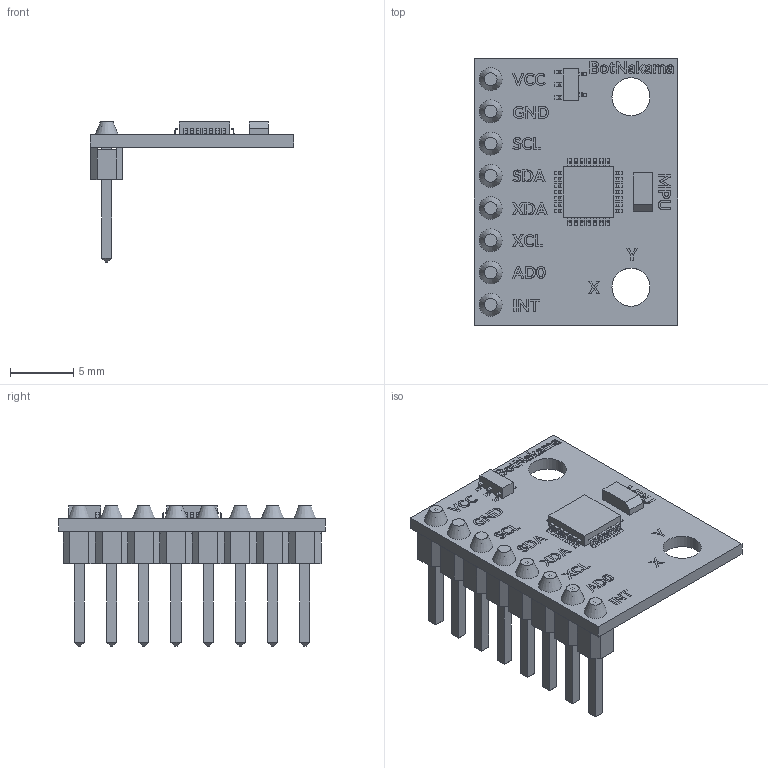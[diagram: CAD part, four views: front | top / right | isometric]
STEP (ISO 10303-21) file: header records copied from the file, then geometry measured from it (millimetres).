
FILE_DESCRIPTION(/* description */ ('FreeCAD Model'),/* implementation_level */ '2;1');
FILE_NAME(/* name */ 'MPU.stp',/* time_stamp */ '2023-09-28T22:25:04-05:00',/* author */ ('Eduardo Tafur Sueldo'),/* organization */ (''),/* preprocessor_version */ 'ST-DEVELOPER v18.1',/* originating_system */ 'Autodesk Inventor 2022',/* authorisation */ 'Unknown');
FILE_SCHEMA (('AUTOMOTIVE_DESIGN { 1 0 10303 214 3 1 1 }'));
Length unit declared in the file: millimetre
Products named in the file (27): MPU; Y; Pad; Array003; Array004; Array005; Pad005; Array; Clone_of_Array; Clone_of_Clone_of_Array; Clone_of_Clone_of_Array001; Chamfer001; VCC; GND; SCL; SDA; XDA; XCL; AD0; INT; BotNakama; MPU_1; Cubo001; Sweep001; Sweep002; Array006; X
Assembly tree (26 placements, depth 2):
  MPU
    Y
    Pad
    Array003
    Array004
    Array005
    Pad005
    Array
    Clone_of_Array
    Clone_of_Clone_of_Array
    Clone_of_Clone_of_Array001
    Chamfer001
    VCC
    GND
    SCL
    SDA
    XDA
    XCL
    AD0
    INT
    BotNakama
    MPU_1
    Cubo001
    Sweep001
    Sweep002
    Array006
    X
Bounding box: 16 x 21 x 11.05 mm (x, y, z)
Volume: 507.1 mm3; surface area: 1532.9 mm2
Topology: 61 solids, 99 shells, 1079 faces, 3124 edges, 2205 vertices
Faces by surface type: plane 929, cylinder 142, cone 8
Full cylindrical faces by diameter (mm): 1 x8, 3 x2
Entity records: 36619 total; most frequent: CARTESIAN_POINT 8600, ORIENTED_EDGE 5257, DIRECTION 4982, EDGE_CURVE 3124, VERTEX_POINT 2205, LINE 2104, VECTOR 2104, AXIS2_PLACEMENT_3D 1439
